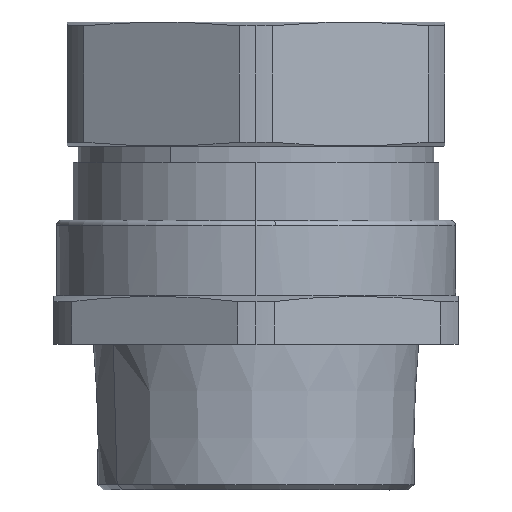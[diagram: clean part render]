
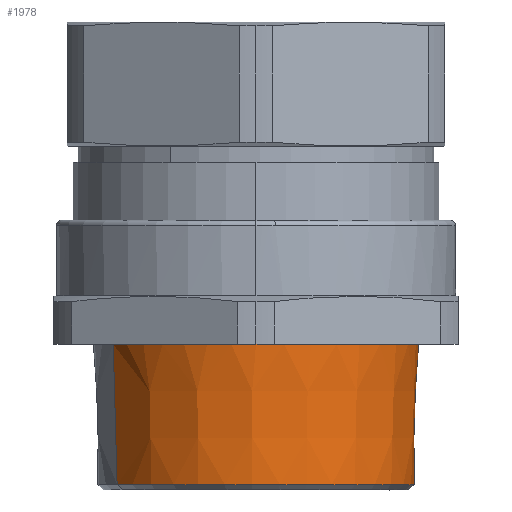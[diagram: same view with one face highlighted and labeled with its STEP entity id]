
A CAD part, front view. The second image highlights one B-rep face of the part: STEP entity #1978.
In plain terms, the highlighted conical face has half-angle 1.78 degrees and reference radius 29.311 mm.
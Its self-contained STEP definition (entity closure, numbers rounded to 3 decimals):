
#1835=AXIS2_PLACEMENT_3D('Circle Axis2P3D',#1833,#1834,$) ;
#1842=AXIS2_PLACEMENT_3D('Circle Axis2P3D',#1840,#1841,$) ;
#1964=AXIS2_PLACEMENT_3D('Cone Axis2P3D',#1961,#1962,#1963) ;
#1968=AXIS2_PLACEMENT_3D('Circle Axis2P3D',#1966,#1967,$) ;
#1828=CARTESIAN_POINT('Vertex',(11.041,27.045,27.)) ;
#1833=CARTESIAN_POINT('Axis2P3D Location',(37.5,41.5,27.)) ;
#1837=CARTESIAN_POINT('Vertex',(37.5,11.35,27.)) ;
#1840=CARTESIAN_POINT('Axis2P3D Location',(37.5,41.5,27.)) ;
#1844=CARTESIAN_POINT('Vertex',(63.959,55.955,27.)) ;
#1926=CARTESIAN_POINT('Line Origine',(-13605.036,-7411.452,499287.144)) ;
#1930=CARTESIAN_POINT('Vertex',(11.75,27.433,1.)) ;
#1933=CARTESIAN_POINT('Line Origine',(13680.036,7494.452,499287.144)) ;
#1937=CARTESIAN_POINT('Vertex',(63.25,55.567,1.)) ;
#1961=CARTESIAN_POINT('Axis2P3D Location',(37.5,41.5,0.)) ;
#1966=CARTESIAN_POINT('Axis2P3D Location',(37.5,41.5,1.)) ;
#1834=DIRECTION('Axis2P3D Direction',(0.,0.,-1.)) ;
#1841=DIRECTION('Axis2P3D Direction',(0.,0.,-1.)) ;
#1927=DIRECTION('Vector Direction',(-0.027,-0.015,1.)) ;
#1934=DIRECTION('Vector Direction',(0.027,0.015,1.)) ;
#1962=DIRECTION('Axis2P3D Direction',(0.,0.,1.)) ;
#1963=DIRECTION('Axis2P3D XDirection',(-0.878,-0.479,0.)) ;
#1967=DIRECTION('Axis2P3D Direction',(0.,0.,1.)) ;
#1928=VECTOR('Line Direction',#1927,1.) ;
#1935=VECTOR('Line Direction',#1934,1.) ;
#1972=ORIENTED_EDGE('',*,*,#1939,.T.) ;
#1973=ORIENTED_EDGE('',*,*,#1846,.T.) ;
#1974=ORIENTED_EDGE('',*,*,#1839,.T.) ;
#1975=ORIENTED_EDGE('',*,*,#1932,.F.) ;
#1976=ORIENTED_EDGE('',*,*,#1970,.T.) ;
#1978=ADVANCED_FACE('Body',(#1977),#1965,.T.) ;
#1836=CIRCLE('generated circle',#1835,30.15) ;
#1843=CIRCLE('generated circle',#1842,30.15) ;
#1969=CIRCLE('generated circle',#1968,29.342) ;
#1965=CONICAL_SURFACE('Cone',#1964,29.311,0.031) ;
#1839=EDGE_CURVE('',#1838,#1829,#1836,.T.) ;
#1846=EDGE_CURVE('',#1845,#1838,#1843,.T.) ;
#1932=EDGE_CURVE('',#1931,#1829,#1929,.T.) ;
#1939=EDGE_CURVE('',#1938,#1845,#1936,.T.) ;
#1970=EDGE_CURVE('',#1931,#1938,#1969,.T.) ;
#1971=EDGE_LOOP('',(#1972,#1973,#1974,#1975,#1976)) ;
#1977=FACE_OUTER_BOUND('',#1971,.T.) ;
#1929=LINE('Line',#1926,#1928) ;
#1936=LINE('Line',#1933,#1935) ;
#1829=VERTEX_POINT('',#1828) ;
#1838=VERTEX_POINT('',#1837) ;
#1845=VERTEX_POINT('',#1844) ;
#1931=VERTEX_POINT('',#1930) ;
#1938=VERTEX_POINT('',#1937) ;
